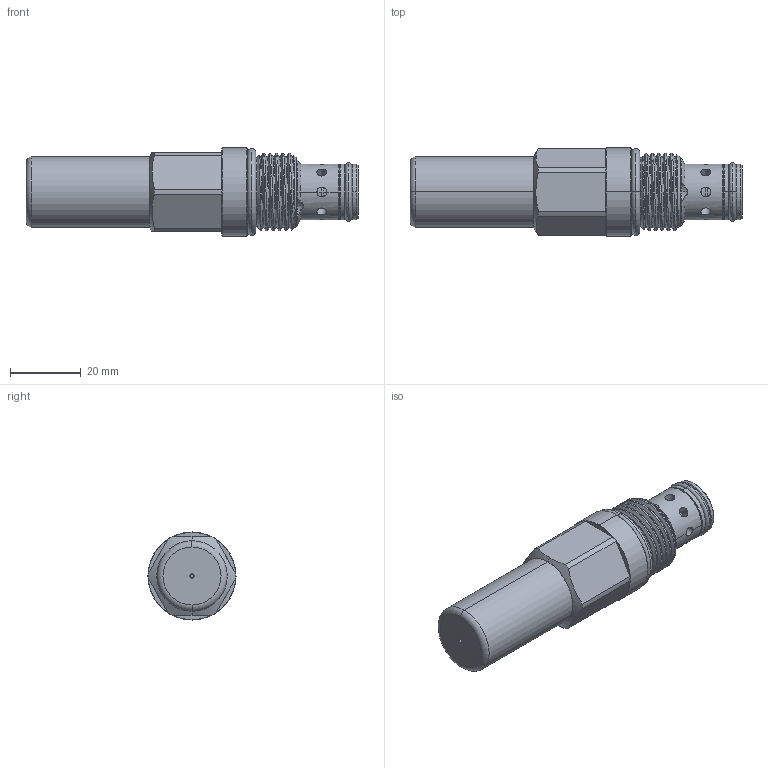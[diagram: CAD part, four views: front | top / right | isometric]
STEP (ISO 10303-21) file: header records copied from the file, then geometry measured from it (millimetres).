
FILE_DESCRIPTION (( 'STEP AP203' ), '1' );
FILE_NAME ('RP10W20-C.STEP', '2016-08-02T01:20:59', ( '' ), ( '' ), 'SwSTEP 2.0', 'SolidWorks 2012', '' );
FILE_SCHEMA (( 'CONFIG_CONTROL_DESIGN' ));
Length unit declared in the file: millimetre
Products named in the file (1): RP10W20-C
Bounding box: 94.17 x 25 x 25 mm (x, y, z)
Volume: 30460.2 mm3; surface area: 9731.4 mm2
Topology: 5 solids, 5 shells, 610 faces, 1747 edges, 1101 vertices
Faces by surface type: cylinder 501, cone 35, plane 33, torus 28, sphere 10, bspline 3
Entity records: 46441 total; most frequent: CARTESIAN_POINT 31323, ORIENTED_EDGE 3494, DIRECTION 2324, EDGE_CURVE 1747, VERTEX_POINT 1101, EDGE_LOOP 1000, B_SPLINE_CURVE_WITH_KNOTS 908, AXIS2_PLACEMENT_3D 901
